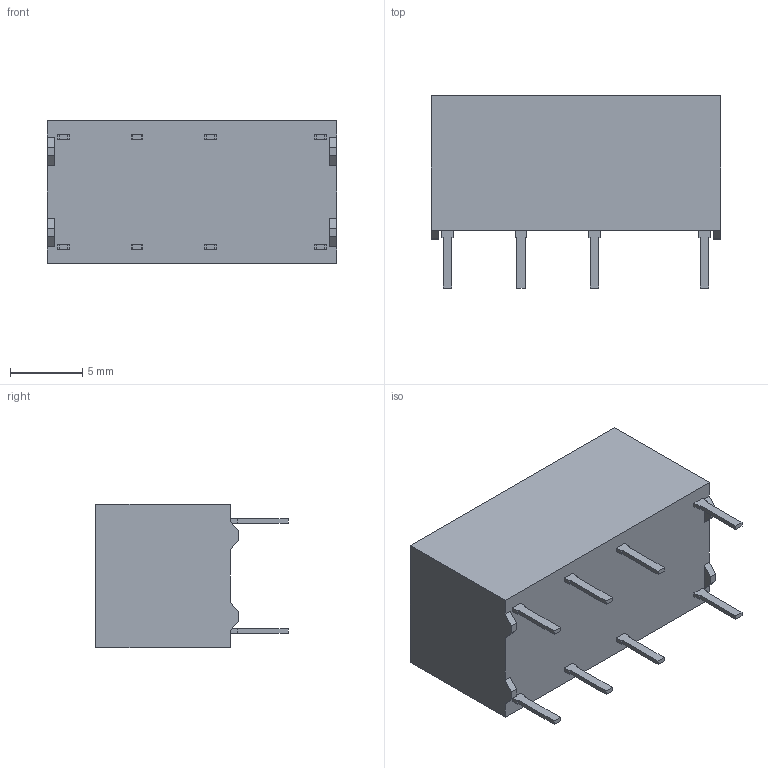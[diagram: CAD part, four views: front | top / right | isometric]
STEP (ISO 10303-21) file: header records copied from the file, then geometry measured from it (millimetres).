
FILE_DESCRIPTION (( 'STEP AP214' ), '1' );
FILE_NAME ('DS2Y-S-DC12V.STEP', '2019-04-04T21:54:22', ( '' ), ( '' ), 'SwSTEP 2.0', 'SolidWorks 2017', '' );
FILE_SCHEMA (( 'AUTOMOTIVE_DESIGN' ));
Length unit declared in the file: millimetre
Products named in the file (1): DS2Y-S-DC12V
Bounding box: 20 x 13.3 x 9.9 mm (x, y, z)
Volume: 1849 mm3; surface area: 1022.3 mm2
Topology: 9 solids, 9 shells, 102 faces, 252 edges, 168 vertices
Faces by surface type: plane 102
Entity records: 3062 total; most frequent: CARTESIAN_POINT 523, ORIENTED_EDGE 504, DIRECTION 458, LINE 252, EDGE_CURVE 252, VECTOR 252, VERTEX_POINT 168, AXIS2_PLACEMENT_3D 103
